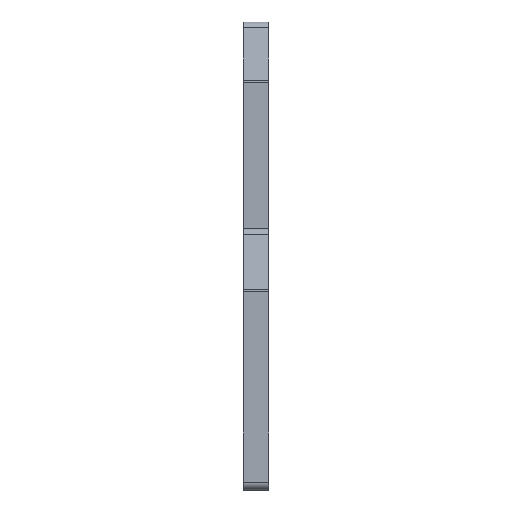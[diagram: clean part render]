
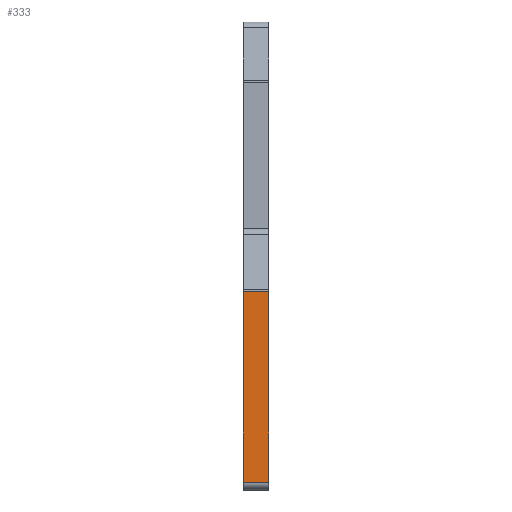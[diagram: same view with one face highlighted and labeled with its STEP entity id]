
A CAD part, front view. The second image highlights one B-rep face of the part: STEP entity #333.
In plain terms, the highlighted planar face has unit normal (0, -1, 0).
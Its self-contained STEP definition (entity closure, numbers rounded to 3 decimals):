
#306=AXIS2_PLACEMENT_3D('Plane Axis2P3D',#303,#304,#305) ;
#62=CARTESIAN_POINT('Line Origine',(0.,0.,9.969)) ;
#66=CARTESIAN_POINT('Vertex',(0.,0.,0.75)) ;
#68=CARTESIAN_POINT('Vertex',(0.,0.,19.187)) ;
#303=CARTESIAN_POINT('Axis2P3D Location',(0.,0.,0.75)) ;
#308=CARTESIAN_POINT('Line Origine',(1.25,0.,0.75)) ;
#312=CARTESIAN_POINT('Vertex',(2.5,0.,0.75)) ;
#315=CARTESIAN_POINT('Line Origine',(2.5,0.,9.969)) ;
#319=CARTESIAN_POINT('Vertex',(2.5,0.,19.187)) ;
#322=CARTESIAN_POINT('Line Origine',(1.25,0.,19.187)) ;
#63=DIRECTION('Vector Direction',(0.,0.,1.)) ;
#304=DIRECTION('Axis2P3D Direction',(0.,-1.,0.)) ;
#305=DIRECTION('Axis2P3D XDirection',(0.,0.,1.)) ;
#309=DIRECTION('Vector Direction',(-1.,0.,0.)) ;
#316=DIRECTION('Vector Direction',(0.,0.,1.)) ;
#323=DIRECTION('Vector Direction',(-1.,0.,0.)) ;
#64=VECTOR('Line Direction',#63,1.) ;
#310=VECTOR('Line Direction',#309,1.) ;
#317=VECTOR('Line Direction',#316,1.) ;
#324=VECTOR('Line Direction',#323,1.) ;
#328=ORIENTED_EDGE('',*,*,#314,.F.) ;
#329=ORIENTED_EDGE('',*,*,#321,.T.) ;
#330=ORIENTED_EDGE('',*,*,#326,.T.) ;
#331=ORIENTED_EDGE('',*,*,#70,.F.) ;
#333=ADVANCED_FACE('Hauptk\X2\00F6\X0\rper',(#332),#307,.T.) ;
#70=EDGE_CURVE('',#67,#69,#65,.T.) ;
#314=EDGE_CURVE('',#313,#67,#311,.T.) ;
#321=EDGE_CURVE('',#313,#320,#318,.T.) ;
#326=EDGE_CURVE('',#320,#69,#325,.T.) ;
#327=EDGE_LOOP('',(#328,#329,#330,#331)) ;
#332=FACE_OUTER_BOUND('',#327,.T.) ;
#65=LINE('Line',#62,#64) ;
#311=LINE('Line',#308,#310) ;
#318=LINE('Line',#315,#317) ;
#325=LINE('Line',#322,#324) ;
#307=PLANE('',#306) ;
#67=VERTEX_POINT('',#66) ;
#69=VERTEX_POINT('',#68) ;
#313=VERTEX_POINT('',#312) ;
#320=VERTEX_POINT('',#319) ;
